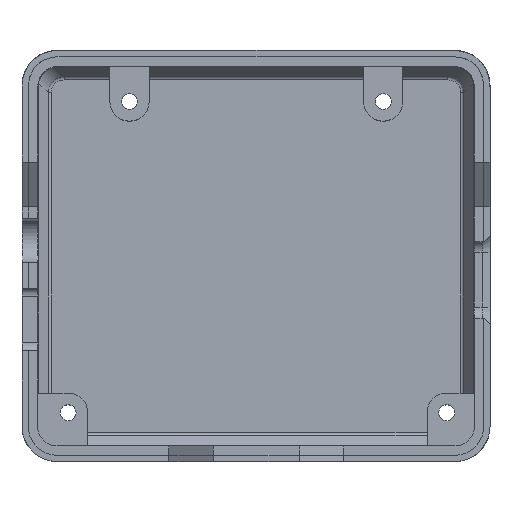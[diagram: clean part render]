
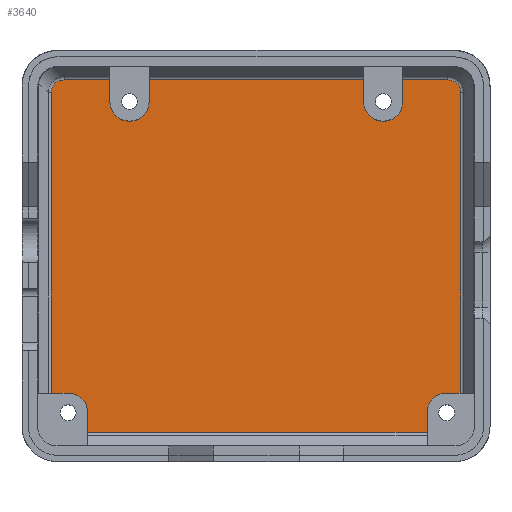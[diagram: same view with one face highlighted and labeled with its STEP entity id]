
A CAD part, top view. The second image highlights one B-rep face of the part: STEP entity #3640.
In plain terms, the highlighted planar face has unit normal (0, 0, 1).
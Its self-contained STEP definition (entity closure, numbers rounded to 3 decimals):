
#15=ELLIPSE('',#3898,2.815,2.);
#16=ELLIPSE('',#3901,2.815,2.);
#222=PLANE('',#3897);
#491=LINE('',#6358,#835);
#499=LINE('',#6383,#843);
#501=LINE('',#6391,#845);
#503=LINE('',#6397,#847);
#504=LINE('',#6401,#848);
#505=LINE('',#6403,#849);
#506=LINE('',#6407,#850);
#507=LINE('',#6409,#851);
#508=LINE('',#6411,#852);
#509=LINE('',#6415,#853);
#510=LINE('',#6417,#854);
#511=LINE('',#6421,#855);
#512=LINE('',#6423,#856);
#513=LINE('',#6426,#857);
#835=VECTOR('',#4607,10.);
#843=VECTOR('',#4631,10.);
#845=VECTOR('',#4639,10.);
#847=VECTOR('',#4645,10.);
#848=VECTOR('',#4648,10.);
#849=VECTOR('',#4649,10.);
#850=VECTOR('',#4652,10.);
#851=VECTOR('',#4653,10.);
#852=VECTOR('',#4654,10.);
#853=VECTOR('',#4657,10.);
#854=VECTOR('',#4658,10.);
#855=VECTOR('',#4661,10.);
#856=VECTOR('',#4662,10.);
#857=VECTOR('',#4665,10.);
#1054=FACE_OUTER_BOUND('',#1259,.T.);
#1259=EDGE_LOOP('',(#2963,#2964,#2965,#2966,#2967,#2968,#2969,#2970,#2971,
#2972,#2973,#2974,#2975,#2976,#2977,#2978,#2979,#2980,#2981,#2982));
#1432=CIRCLE('',#3891,2.516);
#1436=CIRCLE('',#3899,2.516);
#1437=CIRCLE('',#3900,2.516);
#1438=CIRCLE('',#3902,2.516);
#1739=VERTEX_POINT('',#6356);
#1740=VERTEX_POINT('',#6357);
#1748=VERTEX_POINT('',#6378);
#1749=VERTEX_POINT('',#6382);
#1752=VERTEX_POINT('',#6390);
#1754=VERTEX_POINT('',#6396);
#1755=VERTEX_POINT('',#6398);
#1756=VERTEX_POINT('',#6400);
#1757=VERTEX_POINT('',#6402);
#1758=VERTEX_POINT('',#6404);
#1759=VERTEX_POINT('',#6406);
#1760=VERTEX_POINT('',#6408);
#1761=VERTEX_POINT('',#6410);
#1762=VERTEX_POINT('',#6412);
#1763=VERTEX_POINT('',#6414);
#1764=VERTEX_POINT('',#6416);
#1765=VERTEX_POINT('',#6418);
#1766=VERTEX_POINT('',#6420);
#1767=VERTEX_POINT('',#6422);
#1768=VERTEX_POINT('',#6424);
#2188=EDGE_CURVE('',#1739,#1740,#491,.T.);
#2199=EDGE_CURVE('',#1740,#1748,#1432,.T.);
#2201=EDGE_CURVE('',#1748,#1749,#499,.T.);
#2205=EDGE_CURVE('',#1752,#1739,#501,.T.);
#2208=EDGE_CURVE('',#1749,#1754,#503,.T.);
#2209=EDGE_CURVE('',#1754,#1755,#15,.T.);
#2210=EDGE_CURVE('',#1755,#1756,#504,.T.);
#2211=EDGE_CURVE('',#1756,#1757,#505,.T.);
#2212=EDGE_CURVE('',#1757,#1758,#1436,.T.);
#2213=EDGE_CURVE('',#1758,#1759,#506,.T.);
#2214=EDGE_CURVE('',#1759,#1760,#507,.T.);
#2215=EDGE_CURVE('',#1760,#1761,#508,.T.);
#2216=EDGE_CURVE('',#1761,#1762,#1437,.T.);
#2217=EDGE_CURVE('',#1762,#1763,#509,.T.);
#2218=EDGE_CURVE('',#1763,#1764,#510,.T.);
#2219=EDGE_CURVE('',#1764,#1765,#16,.T.);
#2220=EDGE_CURVE('',#1765,#1766,#511,.T.);
#2221=EDGE_CURVE('',#1766,#1767,#512,.T.);
#2222=EDGE_CURVE('',#1767,#1768,#1438,.T.);
#2223=EDGE_CURVE('',#1768,#1752,#513,.T.);
#2963=ORIENTED_EDGE('',*,*,#2188,.T.);
#2964=ORIENTED_EDGE('',*,*,#2199,.T.);
#2965=ORIENTED_EDGE('',*,*,#2201,.T.);
#2966=ORIENTED_EDGE('',*,*,#2208,.T.);
#2967=ORIENTED_EDGE('',*,*,#2209,.T.);
#2968=ORIENTED_EDGE('',*,*,#2210,.T.);
#2969=ORIENTED_EDGE('',*,*,#2211,.T.);
#2970=ORIENTED_EDGE('',*,*,#2212,.T.);
#2971=ORIENTED_EDGE('',*,*,#2213,.T.);
#2972=ORIENTED_EDGE('',*,*,#2214,.T.);
#2973=ORIENTED_EDGE('',*,*,#2215,.T.);
#2974=ORIENTED_EDGE('',*,*,#2216,.T.);
#2975=ORIENTED_EDGE('',*,*,#2217,.T.);
#2976=ORIENTED_EDGE('',*,*,#2218,.T.);
#2977=ORIENTED_EDGE('',*,*,#2219,.T.);
#2978=ORIENTED_EDGE('',*,*,#2220,.T.);
#2979=ORIENTED_EDGE('',*,*,#2221,.T.);
#2980=ORIENTED_EDGE('',*,*,#2222,.T.);
#2981=ORIENTED_EDGE('',*,*,#2223,.T.);
#2982=ORIENTED_EDGE('',*,*,#2205,.T.);
#3640=ADVANCED_FACE('',(#1054),#222,.F.);
#3891=AXIS2_PLACEMENT_3D('',#6379,#4626,#4627);
#3897=AXIS2_PLACEMENT_3D('',#6395,#4643,#4644);
#3898=AXIS2_PLACEMENT_3D('',#6399,#4646,#4647);
#3899=AXIS2_PLACEMENT_3D('',#6405,#4650,#4651);
#3900=AXIS2_PLACEMENT_3D('',#6413,#4655,#4656);
#3901=AXIS2_PLACEMENT_3D('',#6419,#4659,#4660);
#3902=AXIS2_PLACEMENT_3D('',#6425,#4663,#4664);
#4607=DIRECTION('',(0.,1.,0.));
#4626=DIRECTION('center_axis',(0.,0.,-1.));
#4627=DIRECTION('ref_axis',(1.,0.,0.));
#4631=DIRECTION('',(1.,0.,0.));
#4639=DIRECTION('',(1.,0.,0.));
#4643=DIRECTION('center_axis',(0.,0.,-1.));
#4644=DIRECTION('ref_axis',(-1.,0.,0.));
#4645=DIRECTION('',(0.,1.,0.));
#4646=DIRECTION('center_axis',(0.,0.,1.));
#4647=DIRECTION('ref_axis',(0.707,0.707,0.));
#4648=DIRECTION('',(-1.,0.,0.));
#4649=DIRECTION('',(0.,-1.,0.));
#4650=DIRECTION('center_axis',(0.,0.,-1.));
#4651=DIRECTION('ref_axis',(1.,0.,0.));
#4652=DIRECTION('',(0.,1.,0.));
#4653=DIRECTION('',(-1.,0.,0.));
#4654=DIRECTION('',(0.,-1.,0.));
#4655=DIRECTION('center_axis',(0.,0.,-1.));
#4656=DIRECTION('ref_axis',(1.,0.,0.));
#4657=DIRECTION('',(0.,1.,0.));
#4658=DIRECTION('',(-1.,0.,0.));
#4659=DIRECTION('center_axis',(0.,0.,1.));
#4660=DIRECTION('ref_axis',(-0.707,0.707,0.));
#4661=DIRECTION('',(0.,-1.,0.));
#4662=DIRECTION('',(1.,0.,0.));
#4663=DIRECTION('center_axis',(0.,0.,-1.));
#4664=DIRECTION('ref_axis',(1.,0.,0.));
#4665=DIRECTION('',(0.,-1.,0.));
#6356=CARTESIAN_POINT('',(21.868,-19.517,-3.));
#6357=CARTESIAN_POINT('',(21.868,-17.018,-3.));
#6358=CARTESIAN_POINT('',(21.868,-9.108,-3.));
#6378=CARTESIAN_POINT('',(24.384,-14.502,-3.));
#6379=CARTESIAN_POINT('Origin',(24.384,-17.018,-3.));
#6382=CARTESIAN_POINT('',(26.177,-14.502,-3.));
#6383=CARTESIAN_POINT('',(12.168,-14.502,-3.));
#6390=CARTESIAN_POINT('',(-21.614,-19.517,-3.));
#6391=CARTESIAN_POINT('',(-7.045,-19.517,-3.));
#6395=CARTESIAN_POINT('Origin',(-0.048,3.061,-3.));
#6396=CARTESIAN_POINT('',(26.177,24.001,-3.));
#6397=CARTESIAN_POINT('',(26.177,-3.024,-3.));
#6398=CARTESIAN_POINT('',(24.539,25.639,-3.));
#6399=CARTESIAN_POINT('Origin',(23.735,23.197,-3.));
#6400=CARTESIAN_POINT('',(18.772,25.639,-3.));
#6401=CARTESIAN_POINT('',(6.948,25.639,-3.));
#6402=CARTESIAN_POINT('',(18.772,22.86,-3.));
#6403=CARTESIAN_POINT('',(18.772,15.23,-3.));
#6404=CARTESIAN_POINT('',(13.74,22.86,-3.));
#6405=CARTESIAN_POINT('Origin',(16.256,22.86,-3.));
#6406=CARTESIAN_POINT('',(13.74,25.639,-3.));
#6407=CARTESIAN_POINT('',(13.74,12.961,-3.));
#6408=CARTESIAN_POINT('',(-13.74,25.639,-3.));
#6409=CARTESIAN_POINT('',(6.948,25.639,-3.));
#6410=CARTESIAN_POINT('',(-13.74,22.86,-3.));
#6411=CARTESIAN_POINT('',(-13.74,15.23,-3.));
#6412=CARTESIAN_POINT('',(-18.772,22.86,-3.));
#6413=CARTESIAN_POINT('Origin',(-16.256,22.86,-3.));
#6414=CARTESIAN_POINT('',(-18.772,25.639,-3.));
#6415=CARTESIAN_POINT('',(-18.772,12.961,-3.));
#6416=CARTESIAN_POINT('',(-24.636,25.639,-3.));
#6417=CARTESIAN_POINT('',(6.948,25.639,-3.));
#6418=CARTESIAN_POINT('',(-26.274,24.001,-3.));
#6419=CARTESIAN_POINT('Origin',(-23.832,23.197,-3.));
#6420=CARTESIAN_POINT('',(-26.274,-14.502,-3.));
#6421=CARTESIAN_POINT('',(-26.274,9.146,-3.));
#6422=CARTESIAN_POINT('',(-24.13,-14.502,-3.));
#6423=CARTESIAN_POINT('',(-14.041,-14.502,-3.));
#6424=CARTESIAN_POINT('',(-21.614,-17.018,-3.));
#6425=CARTESIAN_POINT('Origin',(-24.13,-17.018,-3.));
#6426=CARTESIAN_POINT('',(-21.614,-6.979,-3.));
